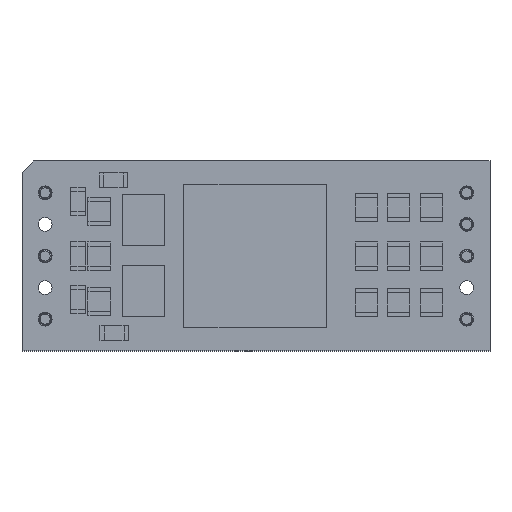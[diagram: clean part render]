
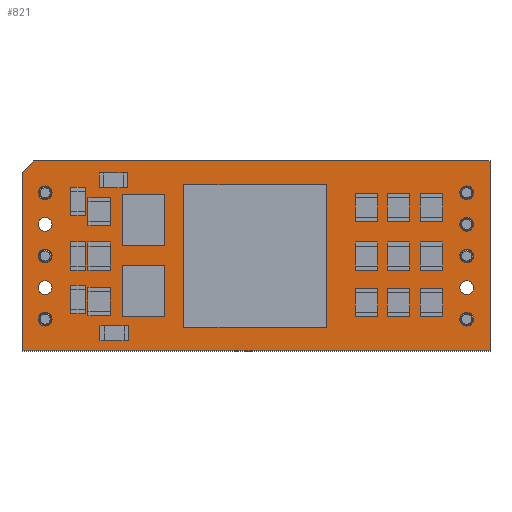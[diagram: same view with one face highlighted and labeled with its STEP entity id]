
A CAD part, top view. The second image highlights one B-rep face of the part: STEP entity #821.
In plain terms, the highlighted planar face has unit normal (0, 0, 1).
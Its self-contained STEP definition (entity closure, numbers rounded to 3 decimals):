
#300 = VERTEX_POINT('',#301);
#301 = CARTESIAN_POINT('',(0.,0.,1.641));
#307 = EDGE_CURVE('',#300,#308,#310,.T.);
#308 = VERTEX_POINT('',#309);
#309 = CARTESIAN_POINT('',(0.,21.529,1.641));
#310 = LINE('',#311,#312);
#311 = CARTESIAN_POINT('',(0.,0.,1.641));
#312 = VECTOR('',#313,1.);
#313 = DIRECTION('',(0.,1.,0.));
#338 = EDGE_CURVE('',#308,#339,#341,.T.);
#339 = VERTEX_POINT('',#340);
#340 = CARTESIAN_POINT('',(1.371,22.9,1.641));
#341 = LINE('',#342,#343);
#342 = CARTESIAN_POINT('',(0.,21.529,1.641));
#343 = VECTOR('',#344,1.);
#344 = DIRECTION('',(0.707,0.707,0.));
#369 = EDGE_CURVE('',#339,#370,#372,.T.);
#370 = VERTEX_POINT('',#371);
#371 = CARTESIAN_POINT('',(56.402,22.9,1.641));
#372 = LINE('',#373,#374);
#373 = CARTESIAN_POINT('',(1.371,22.9,1.641));
#374 = VECTOR('',#375,1.);
#375 = DIRECTION('',(1.,0.,0.));
#400 = EDGE_CURVE('',#370,#401,#403,.T.);
#401 = VERTEX_POINT('',#402);
#402 = CARTESIAN_POINT('',(56.402,0.,1.641));
#403 = LINE('',#404,#405);
#404 = CARTESIAN_POINT('',(56.402,22.9,1.641));
#405 = VECTOR('',#406,1.);
#406 = DIRECTION('',(0.,-1.,0.));
#431 = EDGE_CURVE('',#401,#300,#432,.T.);
#432 = LINE('',#433,#434);
#433 = CARTESIAN_POINT('',(56.402,0.,1.641));
#434 = VECTOR('',#435,1.);
#435 = DIRECTION('',(-1.,0.,0.));
#455 = VERTEX_POINT('',#456);
#456 = CARTESIAN_POINT('',(3.621,7.64,1.641));
#462 = EDGE_CURVE('',#455,#455,#463,.T.);
#463 = CIRCLE('',#464,0.827);
#464 = AXIS2_PLACEMENT_3D('',#465,#466,#467);
#465 = CARTESIAN_POINT('',(2.794,7.64,1.641));
#466 = DIRECTION('',(0.,0.,1.));
#467 = DIRECTION('',(1.,0.,-0.));
#488 = VERTEX_POINT('',#489);
#489 = CARTESIAN_POINT('',(3.621,3.83,1.641));
#495 = EDGE_CURVE('',#488,#488,#496,.T.);
#496 = CIRCLE('',#497,0.827);
#497 = AXIS2_PLACEMENT_3D('',#498,#499,#500);
#498 = CARTESIAN_POINT('',(2.794,3.83,1.641));
#499 = DIRECTION('',(0.,0.,1.));
#500 = DIRECTION('',(1.,0.,-0.));
#521 = VERTEX_POINT('',#522);
#522 = CARTESIAN_POINT('',(3.621,19.07,1.641));
#528 = EDGE_CURVE('',#521,#521,#529,.T.);
#529 = CIRCLE('',#530,0.827);
#530 = AXIS2_PLACEMENT_3D('',#531,#532,#533);
#531 = CARTESIAN_POINT('',(2.794,19.07,1.641));
#532 = DIRECTION('',(0.,0.,1.));
#533 = DIRECTION('',(1.,0.,-0.));
#554 = VERTEX_POINT('',#555);
#555 = CARTESIAN_POINT('',(3.621,11.45,1.641));
#561 = EDGE_CURVE('',#554,#554,#562,.T.);
#562 = CIRCLE('',#563,0.827);
#563 = AXIS2_PLACEMENT_3D('',#564,#565,#566);
#564 = CARTESIAN_POINT('',(2.794,11.45,1.641));
#565 = DIRECTION('',(0.,0.,1.));
#566 = DIRECTION('',(1.,0.,-0.));
#587 = VERTEX_POINT('',#588);
#588 = CARTESIAN_POINT('',(3.621,15.26,1.641));
#594 = EDGE_CURVE('',#587,#587,#595,.T.);
#595 = CIRCLE('',#596,0.827);
#596 = AXIS2_PLACEMENT_3D('',#597,#598,#599);
#597 = CARTESIAN_POINT('',(2.794,15.26,1.641));
#598 = DIRECTION('',(0.,0.,1.));
#599 = DIRECTION('',(1.,0.,-0.));
#620 = VERTEX_POINT('',#621);
#621 = CARTESIAN_POINT('',(54.421,7.64,1.641));
#627 = EDGE_CURVE('',#620,#620,#628,.T.);
#628 = CIRCLE('',#629,0.827);
#629 = AXIS2_PLACEMENT_3D('',#630,#631,#632);
#630 = CARTESIAN_POINT('',(53.594,7.64,1.641));
#631 = DIRECTION('',(0.,0.,1.));
#632 = DIRECTION('',(1.,0.,-0.));
#653 = VERTEX_POINT('',#654);
#654 = CARTESIAN_POINT('',(54.421,3.83,1.641));
#660 = EDGE_CURVE('',#653,#653,#661,.T.);
#661 = CIRCLE('',#662,0.827);
#662 = AXIS2_PLACEMENT_3D('',#663,#664,#665);
#663 = CARTESIAN_POINT('',(53.594,3.83,1.641));
#664 = DIRECTION('',(0.,0.,1.));
#665 = DIRECTION('',(1.,0.,-0.));
#686 = VERTEX_POINT('',#687);
#687 = CARTESIAN_POINT('',(54.421,19.07,1.641));
#693 = EDGE_CURVE('',#686,#686,#694,.T.);
#694 = CIRCLE('',#695,0.827);
#695 = AXIS2_PLACEMENT_3D('',#696,#697,#698);
#696 = CARTESIAN_POINT('',(53.594,19.07,1.641));
#697 = DIRECTION('',(0.,0.,1.));
#698 = DIRECTION('',(1.,0.,-0.));
#719 = VERTEX_POINT('',#720);
#720 = CARTESIAN_POINT('',(54.421,11.45,1.641));
#726 = EDGE_CURVE('',#719,#719,#727,.T.);
#727 = CIRCLE('',#728,0.827);
#728 = AXIS2_PLACEMENT_3D('',#729,#730,#731);
#729 = CARTESIAN_POINT('',(53.594,11.45,1.641));
#730 = DIRECTION('',(0.,0.,1.));
#731 = DIRECTION('',(1.,0.,-0.));
#752 = VERTEX_POINT('',#753);
#753 = CARTESIAN_POINT('',(54.421,15.26,1.641));
#759 = EDGE_CURVE('',#752,#752,#760,.T.);
#760 = CIRCLE('',#761,0.827);
#761 = AXIS2_PLACEMENT_3D('',#762,#763,#764);
#762 = CARTESIAN_POINT('',(53.594,15.26,1.641));
#763 = DIRECTION('',(0.,0.,1.));
#764 = DIRECTION('',(1.,0.,-0.));
#821 = ADVANCED_FACE('',(#822,#829,#832,#835,#838,#841,#844,#847,#850,
    #853,#856),#859,.F.);
#822 = FACE_BOUND('',#823,.F.);
#823 = EDGE_LOOP('',(#824,#825,#826,#827,#828));
#824 = ORIENTED_EDGE('',*,*,#307,.T.);
#825 = ORIENTED_EDGE('',*,*,#338,.T.);
#826 = ORIENTED_EDGE('',*,*,#369,.T.);
#827 = ORIENTED_EDGE('',*,*,#400,.T.);
#828 = ORIENTED_EDGE('',*,*,#431,.T.);
#829 = FACE_BOUND('',#830,.F.);
#830 = EDGE_LOOP('',(#831));
#831 = ORIENTED_EDGE('',*,*,#462,.T.);
#832 = FACE_BOUND('',#833,.F.);
#833 = EDGE_LOOP('',(#834));
#834 = ORIENTED_EDGE('',*,*,#495,.T.);
#835 = FACE_BOUND('',#836,.F.);
#836 = EDGE_LOOP('',(#837));
#837 = ORIENTED_EDGE('',*,*,#528,.T.);
#838 = FACE_BOUND('',#839,.F.);
#839 = EDGE_LOOP('',(#840));
#840 = ORIENTED_EDGE('',*,*,#561,.T.);
#841 = FACE_BOUND('',#842,.F.);
#842 = EDGE_LOOP('',(#843));
#843 = ORIENTED_EDGE('',*,*,#594,.T.);
#844 = FACE_BOUND('',#845,.F.);
#845 = EDGE_LOOP('',(#846));
#846 = ORIENTED_EDGE('',*,*,#627,.T.);
#847 = FACE_BOUND('',#848,.F.);
#848 = EDGE_LOOP('',(#849));
#849 = ORIENTED_EDGE('',*,*,#660,.T.);
#850 = FACE_BOUND('',#851,.F.);
#851 = EDGE_LOOP('',(#852));
#852 = ORIENTED_EDGE('',*,*,#693,.T.);
#853 = FACE_BOUND('',#854,.F.);
#854 = EDGE_LOOP('',(#855));
#855 = ORIENTED_EDGE('',*,*,#726,.T.);
#856 = FACE_BOUND('',#857,.F.);
#857 = EDGE_LOOP('',(#858));
#858 = ORIENTED_EDGE('',*,*,#759,.T.);
#859 = PLANE('',#860);
#860 = AXIS2_PLACEMENT_3D('',#861,#862,#863);
#861 = CARTESIAN_POINT('',(28.347,11.389,1.641));
#862 = DIRECTION('',(-0.,-0.,-1.));
#863 = DIRECTION('',(-1.,0.,0.));
